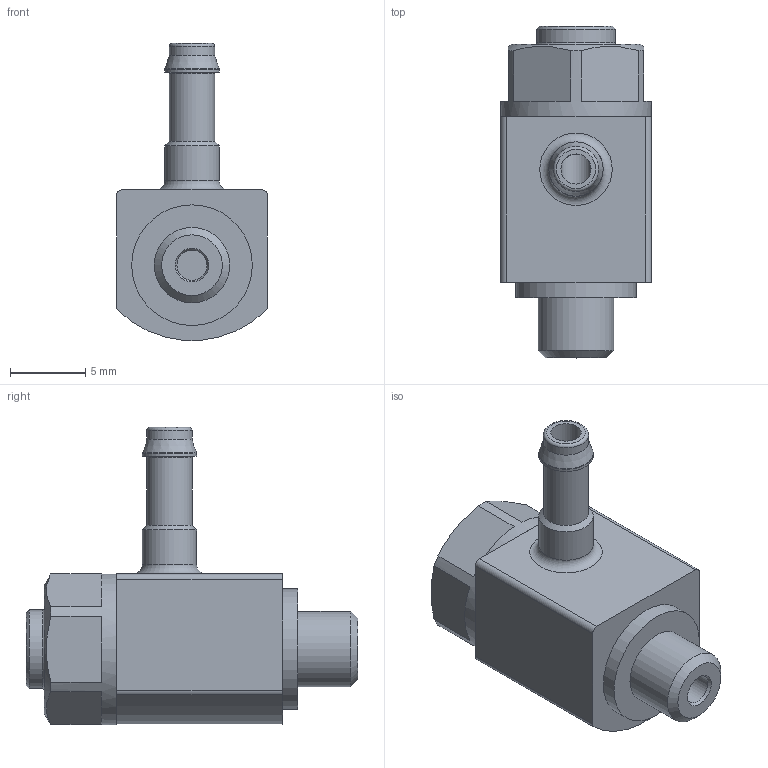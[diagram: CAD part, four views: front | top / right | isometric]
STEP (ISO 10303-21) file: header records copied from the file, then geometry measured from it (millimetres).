
FILE_DESCRIPTION(/* description */ ('STEP AP214'),/* implementation_level */ '2;1');
FILE_NAME(/* name */ '151182_GRLO-M5-PK-3-B',/* time_stamp */ '2024-08-28T21:51:44+02:00',/* author */ ('License CC BY-ND 4.0'),/* organization */ ('CADENAS'),/* preprocessor_version */ 'ST-DEVELOPER v19.3',/* originating_system */ 'PARTsolutions',/* authorisation */ ' ');
FILE_SCHEMA (('AUTOMOTIVE_DESIGN {1 0 10303 214 3 1 1}'));
Length unit declared in the file: millimetre
Products named in the file (1): 151182 GRLO-M5-PK-3-B
Bounding box: 10 x 22 x 19.7 mm (x, y, z)
Volume: 1501.3 mm3; surface area: 1201.3 mm2
Topology: 1 solids, 1 shells, 60 faces, 134 edges, 85 vertices
Faces by surface type: plane 30, cylinder 16, cone 8, torus 6
Full cylindrical faces by diameter (mm): 2 x2, 3 x2, 3.6 x2, 4.2 x1, 5 x1, 5.2 x1, 8 x1, 10 x1
Entity records: 1572 total; most frequent: CARTESIAN_POINT 285, DIRECTION 278, ORIENTED_EDGE 212, AXIS2_PLACEMENT_3D 121, EDGE_CURVE 106, EDGE_LOOP 96, FACE_BOUND 96, VERTEX_POINT 82
